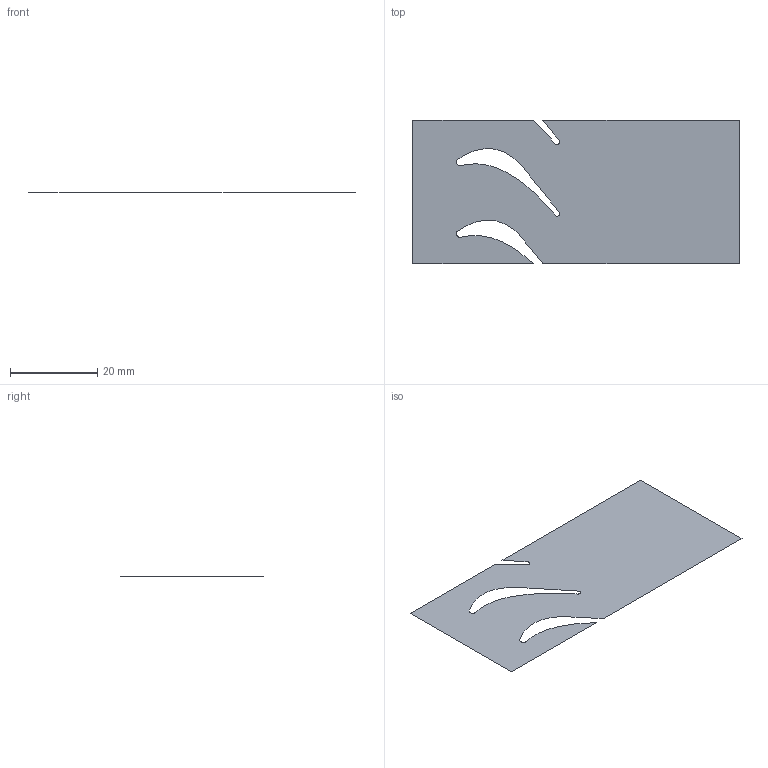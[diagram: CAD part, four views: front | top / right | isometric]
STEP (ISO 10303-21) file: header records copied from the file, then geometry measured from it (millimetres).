
FILE_DESCRIPTION (( 'STEP AP214' ), '1' );
FILE_NAME ('Rotor_Mid_CFD_V1.STEP', '2025-02-17T21:46:40', ( '' ), ( '' ), 'SwSTEP 2.0', 'SolidWorks 2024', '' );
FILE_SCHEMA (( 'AUTOMOTIVE_DESIGN' ));
Length unit declared in the file: millimetre
Products named in the file (1): Rotor_Mid_CFD_V1
Bounding box: 75 x 32.89 x 0 mm (x, y, z)
Surface area: 2319.8 mm2 (no closed solid volume)
Topology: 0 solids, 1 shells, 1 faces, 10 edges, 10 vertices
Faces by surface type: plane 1
Entity records: 7109 total; most frequent: CARTESIAN_POINT 7029, ORIENTED_EDGE 10, EDGE_CURVE 10, VERTEX_POINT 10, DIRECTION 10, VECTOR 6, LINE 6, B_SPLINE_CURVE_WITH_KNOTS 4
